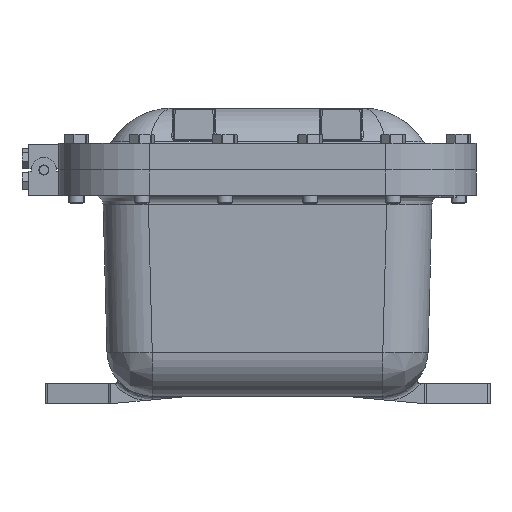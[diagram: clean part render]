
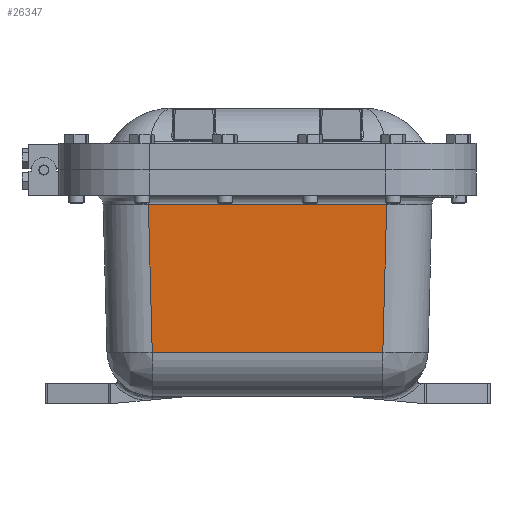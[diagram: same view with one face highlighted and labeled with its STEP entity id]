
A CAD part, front view. The second image highlights one B-rep face of the part: STEP entity #26347.
In plain terms, the highlighted planar face has unit normal (0, -1, -0.026).
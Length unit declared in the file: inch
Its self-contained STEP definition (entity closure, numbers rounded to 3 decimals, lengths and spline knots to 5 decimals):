
#587 = ORIENTED_EDGE ( 'NONE', *, *, #11440, .F. ) ;
#1179 = DIRECTION ( 'NONE',  ( 0.026, 0.026, -0.999 ) ) ;
#2455 = DIRECTION ( 'NONE',  ( 0., -1., -0.026 ) ) ;
#3492 = CARTESIAN_POINT ( 'NONE',  ( -2.86615, -9.61577, -4.52945 ) ) ;
#4201 = CARTESIAN_POINT ( 'NONE',  ( -2.96202, -9.71163, -0.86846 ) ) ;
#4497 = CARTESIAN_POINT ( 'NONE',  ( -2.96202, -9.71163, -0.86846 ) ) ;
#4860 = ORIENTED_EDGE ( 'NONE', *, *, #32803, .T. ) ;
#7345 = VERTEX_POINT ( 'NONE', #32454 ) ;
#8733 = VECTOR ( 'NONE', #1179, 39.37008 ) ;
#10725 = PLANE ( 'NONE',  #17408 ) ;
#11440 = EDGE_CURVE ( 'NONE', #12101, #7345, #12533, .T. ) ;
#12101 = VERTEX_POINT ( 'NONE', #32547 ) ;
#12533 = LINE ( 'NONE', #13308, #25635 ) ;
#12959 = EDGE_LOOP ( 'NONE', ( #4860, #19130, #587, #31776 ) ) ;
#13308 = CARTESIAN_POINT ( 'NONE',  ( 2.97886, -9.72848, -0.22515 ) ) ;
#13739 = DIRECTION ( 'NONE',  ( 1., 0., 0. ) ) ;
#14272 = VERTEX_POINT ( 'NONE', #3492 ) ;
#16136 = DIRECTION ( 'NONE',  ( -0.026, 0.026, -0.999 ) ) ;
#16154 = LINE ( 'NONE', #4201, #8733 ) ;
#16340 = VECTOR ( 'NONE', #19105, 39.37008 ) ;
#17408 = AXIS2_PLACEMENT_3D ( 'NONE', #30261, #2455, #21979 ) ;
#17890 = LINE ( 'NONE', #33300, #25314 ) ;
#19105 = DIRECTION ( 'NONE',  ( -1., 0., 0. ) ) ;
#19130 = ORIENTED_EDGE ( 'NONE', *, *, #33679, .T. ) ;
#21979 = DIRECTION ( 'NONE',  ( 0., 0.026, -1. ) ) ;
#25314 = VECTOR ( 'NONE', #13739, 39.37008 ) ;
#25635 = VECTOR ( 'NONE', #16136, 39.37008 ) ;
#26347 = ADVANCED_FACE ( 'NONE', ( #27302 ), #10725, .T. ) ;
#27302 = FACE_OUTER_BOUND ( 'NONE', #12959, .T. ) ;
#27383 = EDGE_CURVE ( 'NONE', #12101, #35782, #31196, .T. ) ;
#30207 = CARTESIAN_POINT ( 'NONE',  ( 0., -9.71163, -0.86846 ) ) ;
#30261 = CARTESIAN_POINT ( 'NONE',  ( 0., -9.73438, 0. ) ) ;
#31196 = LINE ( 'NONE', #30207, #16340 ) ;
#31776 = ORIENTED_EDGE ( 'NONE', *, *, #27383, .T. ) ;
#32454 = CARTESIAN_POINT ( 'NONE',  ( 2.86615, -9.61577, -4.52945 ) ) ;
#32547 = CARTESIAN_POINT ( 'NONE',  ( 2.96202, -9.71163, -0.86846 ) ) ;
#32803 = EDGE_CURVE ( 'NONE', #35782, #14272, #16154, .T. ) ;
#33300 = CARTESIAN_POINT ( 'NONE',  ( 0., -9.61577, -4.52945 ) ) ;
#33679 = EDGE_CURVE ( 'NONE', #14272, #7345, #17890, .T. ) ;
#35782 = VERTEX_POINT ( 'NONE', #4497 ) ;
